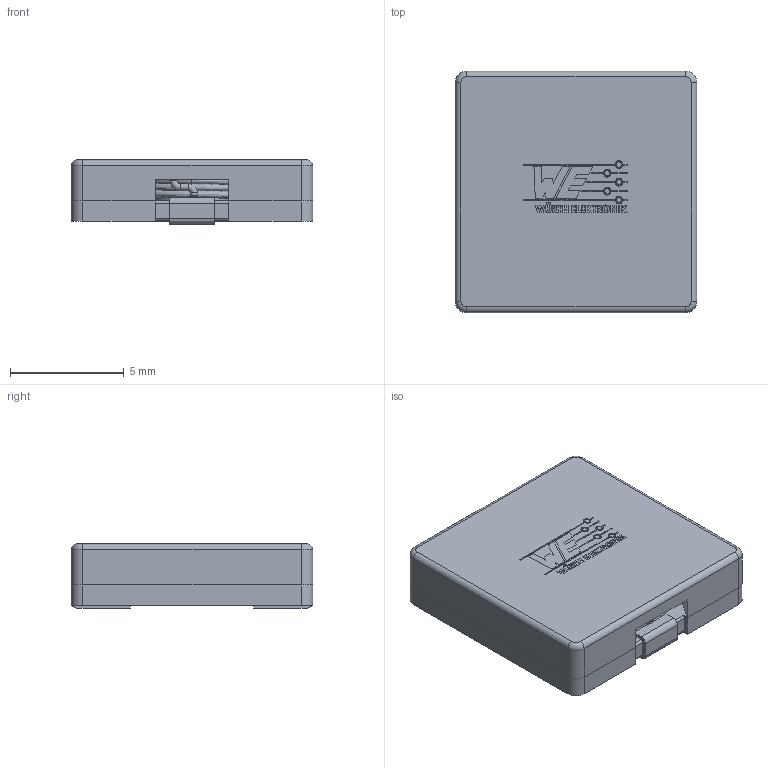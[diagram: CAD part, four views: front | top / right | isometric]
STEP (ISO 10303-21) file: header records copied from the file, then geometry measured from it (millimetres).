
FILE_DESCRIPTION (( 'STEP AP214' ), '1' );
FILE_NAME ('744323020.STEP', '2022-10-14T07:25:53', ( '' ), ( '' ), 'SwSTEP 2.0', 'SolidWorks 2022', '' );
FILE_SCHEMA (( 'AUTOMOTIVE_DESIGN' ));
Length unit declared in the file: millimetre
Products named in the file (5): Boden_2; Wurth Logo; Spule_1; Gehäuse_2; 744323020
Assembly tree (4 placements, depth 2):
  744323020
    Gehäuse_2
    Boden_2
    Spule_1
    Wurth Logo
Bounding box: 10.6 x 10.6 x 2.81 mm (x, y, z)
Volume: 252.5 mm3; surface area: 715.1 mm2
Topology: 27 solids, 27 shells, 463 faces, 1185 edges, 771 vertices
Faces by surface type: plane 263, bspline 131, cylinder 46, torus 23
Full cylindrical faces by diameter (mm): 0.3 x1
Entity records: 18712 total; most frequent: CARTESIAN_POINT 6896, ORIENTED_EDGE 2366, DIRECTION 1714, EDGE_CURVE 1183, VERTEX_POINT 771, VECTOR 766, LINE 766, EDGE_LOOP 480
